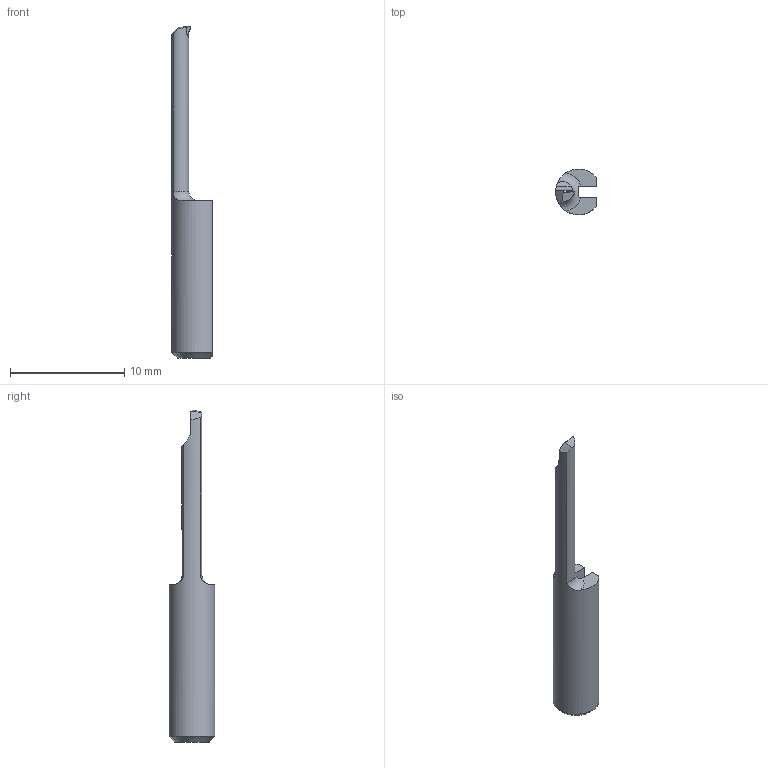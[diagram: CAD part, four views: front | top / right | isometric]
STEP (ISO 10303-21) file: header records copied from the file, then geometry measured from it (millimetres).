
FILE_DESCRIPTION (( 'STEP AP203' ), '1' );
FILE_NAME ('R050.2-15.step', '2023-12-22T09:55:54', ( '' ), ( '' ), 'SwSTEP 2.0', 'SolidWorks 2022', '' );
FILE_SCHEMA (( 'CONFIG_CONTROL_DESIGN' ));
Length unit declared in the file: millimetre
Products named in the file (1): R050.2-15
Bounding box: 3.55 x 4 x 29 mm (x, y, z)
Volume: 170.2 mm3; surface area: 303.2 mm2
Topology: 1 solids, 1 shells, 30 faces, 84 edges, 55 vertices
Faces by surface type: plane 15, cylinder 9, torus 4, cone 1, bspline 1
Entity records: 1117 total; most frequent: CARTESIAN_POINT 334, ORIENTED_EDGE 166, DIRECTION 127, EDGE_CURVE 83, VERTEX_POINT 55, AXIS2_PLACEMENT_3D 47, LINE 33, VECTOR 33
